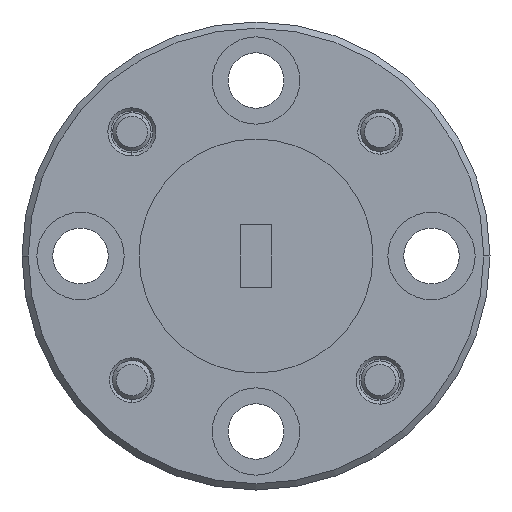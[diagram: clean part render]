
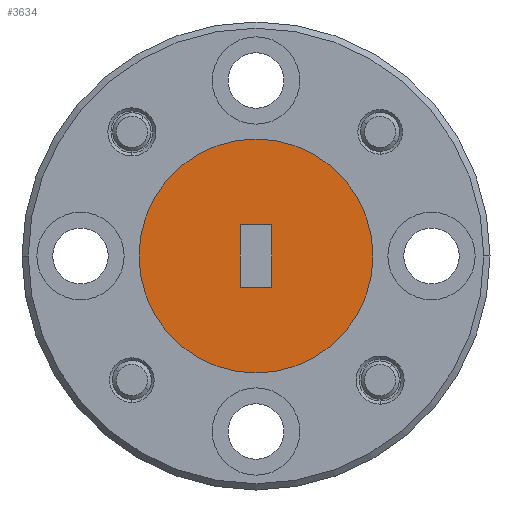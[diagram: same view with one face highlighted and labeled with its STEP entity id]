
A CAD part, left-side view. The second image highlights one B-rep face of the part: STEP entity #3634.
In plain terms, the highlighted planar face has unit normal (-1, 0, 0).
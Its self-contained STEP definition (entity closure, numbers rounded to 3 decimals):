
#23 = ORIENTED_EDGE ( 'NONE', *, *, #618, .F. ) ;
#47 = AXIS2_PLACEMENT_3D ( 'NONE', #669, #2660, #689 ) ;
#110 = VERTEX_POINT ( 'NONE', #2558 ) ;
#258 = LINE ( 'NONE', #307, #1943 ) ;
#276 = ORIENTED_EDGE ( 'NONE', *, *, #4255, .F. ) ;
#307 = CARTESIAN_POINT ( 'NONE',  ( 0., 0.635, 1.27 ) ) ;
#317 = CARTESIAN_POINT ( 'NONE',  ( 0., 4.762, 0. ) ) ;
#424 = VERTEX_POINT ( 'NONE', #2383 ) ;
#618 = EDGE_CURVE ( 'NONE', #1522, #3275, #904, .T. ) ;
#642 = EDGE_CURVE ( 'NONE', #1364, #110, #258, .T. ) ;
#647 = DIRECTION ( 'NONE',  ( 1., 0., 0. ) ) ;
#669 = CARTESIAN_POINT ( 'NONE',  ( 0., 0., 0. ) ) ;
#689 = DIRECTION ( 'NONE',  ( 0., 1., 0. ) ) ;
#854 = CARTESIAN_POINT ( 'NONE',  ( 0., -0.635, -1.27 ) ) ;
#904 = CIRCLE ( 'NONE', #47, 4.762 ) ;
#912 = VECTOR ( 'NONE', #1790, 1000. ) ;
#1218 = CARTESIAN_POINT ( 'NONE',  ( 0., 0., 0. ) ) ;
#1364 = VERTEX_POINT ( 'NONE', #3564 ) ;
#1522 = VERTEX_POINT ( 'NONE', #317 ) ;
#1643 = FACE_OUTER_BOUND ( 'NONE', #1647, .T. ) ;
#1647 = EDGE_LOOP ( 'NONE', ( #23, #276 ) ) ;
#1733 = ORIENTED_EDGE ( 'NONE', *, *, #2917, .F. ) ;
#1790 = DIRECTION ( 'NONE',  ( 0., -1., 0. ) ) ;
#1934 = DIRECTION ( 'NONE',  ( -1., 0., 0. ) ) ;
#1943 = VECTOR ( 'NONE', #4006, 1000. ) ;
#1955 = AXIS2_PLACEMENT_3D ( 'NONE', #3628, #1934, #2608 ) ;
#2017 = FACE_BOUND ( 'NONE', #2191, .T. ) ;
#2166 = AXIS2_PLACEMENT_3D ( 'NONE', #1218, #647, #3922 ) ;
#2173 = DIRECTION ( 'NONE',  ( 0., 0., 1. ) ) ;
#2191 = EDGE_LOOP ( 'NONE', ( #1733, #4138, #2697, #3366 ) ) ;
#2317 = CARTESIAN_POINT ( 'NONE',  ( 0., 0.635, -1.27 ) ) ;
#2322 = EDGE_CURVE ( 'NONE', #110, #2369, #3884, .T. ) ;
#2369 = VERTEX_POINT ( 'NONE', #2317 ) ;
#2383 = CARTESIAN_POINT ( 'NONE',  ( 0., -0.635, -1.27 ) ) ;
#2558 = CARTESIAN_POINT ( 'NONE',  ( 0., 0.635, 1.27 ) ) ;
#2582 = CIRCLE ( 'NONE', #2166, 4.762 ) ;
#2608 = DIRECTION ( 'NONE',  ( 0., -1., 0. ) ) ;
#2660 = DIRECTION ( 'NONE',  ( 1., 0., 0. ) ) ;
#2697 = ORIENTED_EDGE ( 'NONE', *, *, #642, .F. ) ;
#2719 = VECTOR ( 'NONE', #2173, 1000. ) ;
#2772 = CARTESIAN_POINT ( 'NONE',  ( 0., 0.635, -1.27 ) ) ;
#2837 = LINE ( 'NONE', #2772, #912 ) ;
#2917 = EDGE_CURVE ( 'NONE', #2369, #424, #2837, .T. ) ;
#2941 = CARTESIAN_POINT ( 'NONE',  ( 0., 0.635, -1.27 ) ) ;
#3004 = VECTOR ( 'NONE', #4228, 1000. ) ;
#3275 = VERTEX_POINT ( 'NONE', #3673 ) ;
#3366 = ORIENTED_EDGE ( 'NONE', *, *, #4009, .F. ) ;
#3564 = CARTESIAN_POINT ( 'NONE',  ( 0., -0.635, 1.27 ) ) ;
#3628 = CARTESIAN_POINT ( 'NONE',  ( 0., 0., 0. ) ) ;
#3634 = ADVANCED_FACE ( 'NONE', ( #2017, #1643 ), #3685, .T. ) ;
#3673 = CARTESIAN_POINT ( 'NONE',  ( 0., -4.762, 0. ) ) ;
#3685 = PLANE ( 'NONE',  #1955 ) ;
#3884 = LINE ( 'NONE', #2941, #3004 ) ;
#3922 = DIRECTION ( 'NONE',  ( 0., 1., 0. ) ) ;
#4006 = DIRECTION ( 'NONE',  ( 0., 1., 0. ) ) ;
#4009 = EDGE_CURVE ( 'NONE', #424, #1364, #4169, .T. ) ;
#4138 = ORIENTED_EDGE ( 'NONE', *, *, #2322, .F. ) ;
#4169 = LINE ( 'NONE', #854, #2719 ) ;
#4228 = DIRECTION ( 'NONE',  ( 0., 0., -1. ) ) ;
#4255 = EDGE_CURVE ( 'NONE', #3275, #1522, #2582, .T. ) ;
